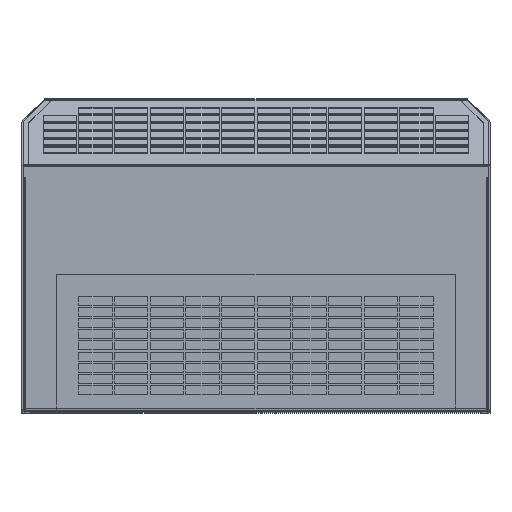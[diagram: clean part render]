
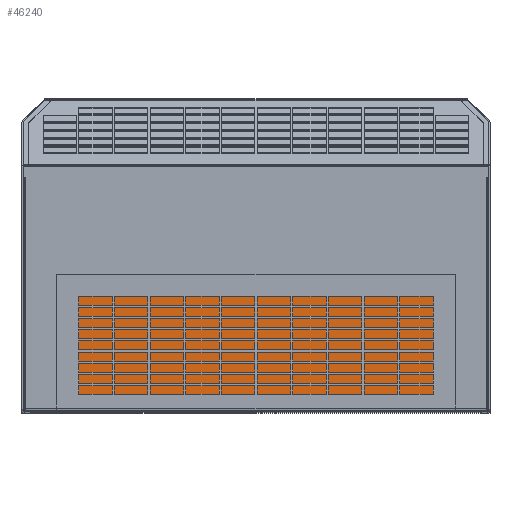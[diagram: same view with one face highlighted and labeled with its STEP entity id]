
A CAD part, top view. The second image highlights one B-rep face of the part: STEP entity #46240.
In plain terms, the highlighted face is planar.
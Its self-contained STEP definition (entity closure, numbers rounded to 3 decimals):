
#46161=DIRECTION('',(0.,0.,1.));
#46162=VECTOR('',#46161,122.);
#46163=CARTESIAN_POINT('',(-179.,0.,-122.));
#46164=LINE('',#46163,#46162);
#46169=DIRECTION('',(1.,0.,0.));
#46170=VECTOR('',#46169,358.);
#46171=CARTESIAN_POINT('',(-179.,0.,0.));
#46172=LINE('',#46171,#46170);
#46177=DIRECTION('',(0.,0.,-1.));
#46178=VECTOR('',#46177,122.);
#46179=CARTESIAN_POINT('',(179.,0.,0.));
#46180=LINE('',#46179,#46178);
#46185=DIRECTION('',(-1.,0.,0.));
#46186=VECTOR('',#46185,358.);
#46187=CARTESIAN_POINT('',(179.,0.,-122.));
#46188=LINE('',#46187,#46186);
#46209=CARTESIAN_POINT('',(-179.,0.,-122.));
#46210=CARTESIAN_POINT('',(-179.,0.,0.));
#46211=VERTEX_POINT('',#46209);
#46212=VERTEX_POINT('',#46210);
#46213=CARTESIAN_POINT('',(179.,0.,-122.));
#46214=VERTEX_POINT('',#46213);
#46215=CARTESIAN_POINT('',(179.,0.,0.));
#46216=VERTEX_POINT('',#46215);
#46225=CARTESIAN_POINT('',(0.,0.,0.));
#46226=DIRECTION('',(0.,1.,0.));
#46227=DIRECTION('',(1.,0.,0.));
#46228=AXIS2_PLACEMENT_3D('',#46225,#46226,#46227);
#46229=PLANE('',#46228);
#46231=ORIENTED_EDGE('',*,*,#46230,.F.);
#46233=ORIENTED_EDGE('',*,*,#46232,.F.);
#46235=ORIENTED_EDGE('',*,*,#46234,.F.);
#46237=ORIENTED_EDGE('',*,*,#46236,.F.);
#46238=EDGE_LOOP('',(#46231,#46233,#46235,#46237));
#46239=FACE_OUTER_BOUND('',#46238,.F.);
#46240=ADVANCED_FACE('',(#46239),#46229,.T.);
#46230=EDGE_CURVE('',#46211,#46212,#46164,.T.);
#46232=EDGE_CURVE('',#46214,#46211,#46188,.T.);
#46234=EDGE_CURVE('',#46216,#46214,#46180,.T.);
#46236=EDGE_CURVE('',#46212,#46216,#46172,.T.);
